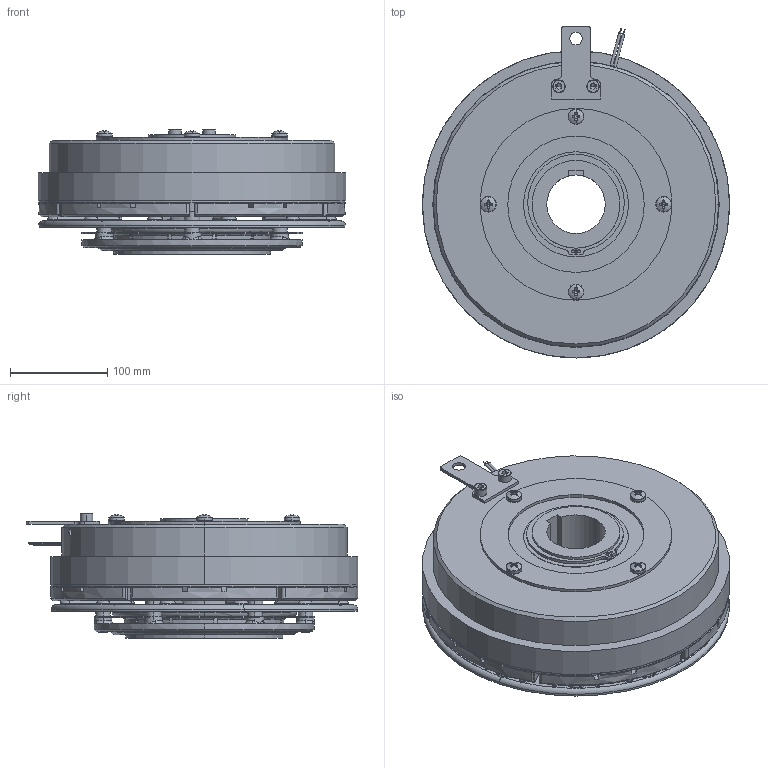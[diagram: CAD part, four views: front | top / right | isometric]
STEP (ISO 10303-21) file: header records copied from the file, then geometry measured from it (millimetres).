
FILE_DESCRIPTION (( 'STEP AP203' ), '1' );
FILE_NAME ('MSC70T.STEP', '2017-06-27T11:41:33', ( ' ' ), ( '' ), 'SwSTEP 2.0', 'SolidWorks 2009', '' );
FILE_SCHEMA (( 'CONFIG_CONTROL_DESIGN' ));
Length unit declared in the file: millimetre
Products named in the file (1): MSC70T
Bounding box: 315.4 x 340.7 x 128.2 mm (x, y, z)
Volume: 5432808.5 mm3; surface area: 851038.3 mm2
Topology: 3 solids, 15 shells, 1847 faces, 4910 edges, 3082 vertices
Faces by surface type: cylinder 854, plane 571, torus 234, cone 96, sphere 56, bspline 36
Entity records: 67359 total; most frequent: CARTESIAN_POINT 20873, DIRECTION 10386, ORIENTED_EDGE 9524, EDGE_CURVE 4762, AXIS2_PLACEMENT_3D 4359, VERTEX_POINT 3034, CIRCLE 2547, EDGE_LOOP 2094
